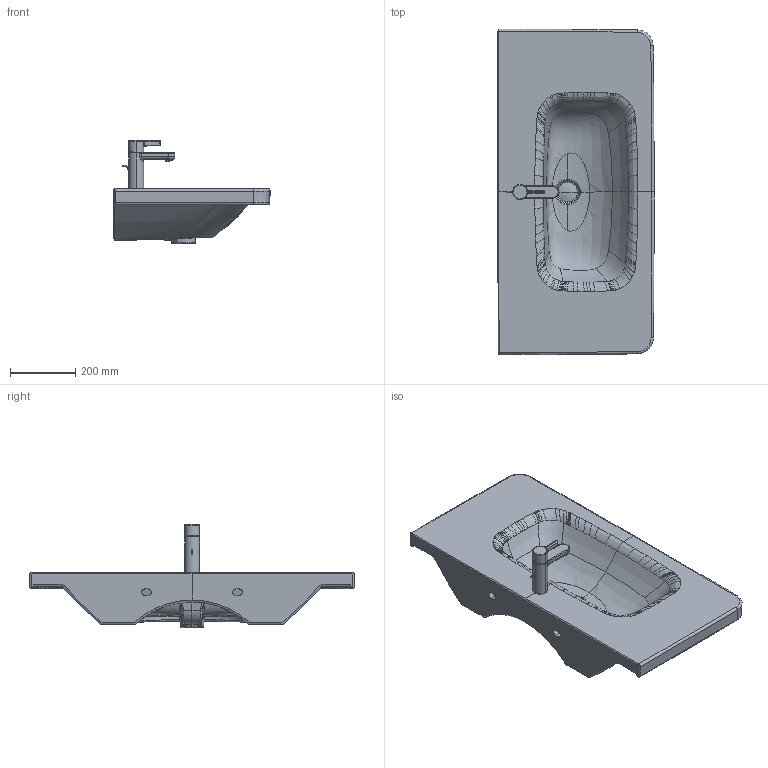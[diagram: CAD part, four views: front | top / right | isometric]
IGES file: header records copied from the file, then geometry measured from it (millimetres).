
Global section: file name: No Iges File Name specified; native system: Autodesk Inventor 2011; preprocessor: AutoDesk Inventor Iges Exporter R2011; author: Administrator; date: 20130527.182030; units: millimetre
Bounding box: 480.06 x 999.5 x 317.46 mm (x, y, z)
Volume: 29269842.5 mm3; surface area: 1475936.4 mm2
Topology: 7 solids, 7 shells, 622 faces, 1627 edges, 1014 vertices
Faces by surface type: bspline 364, plane 107, revolution 54, cylinder 53, torus 30, cone 12, sphere 2
